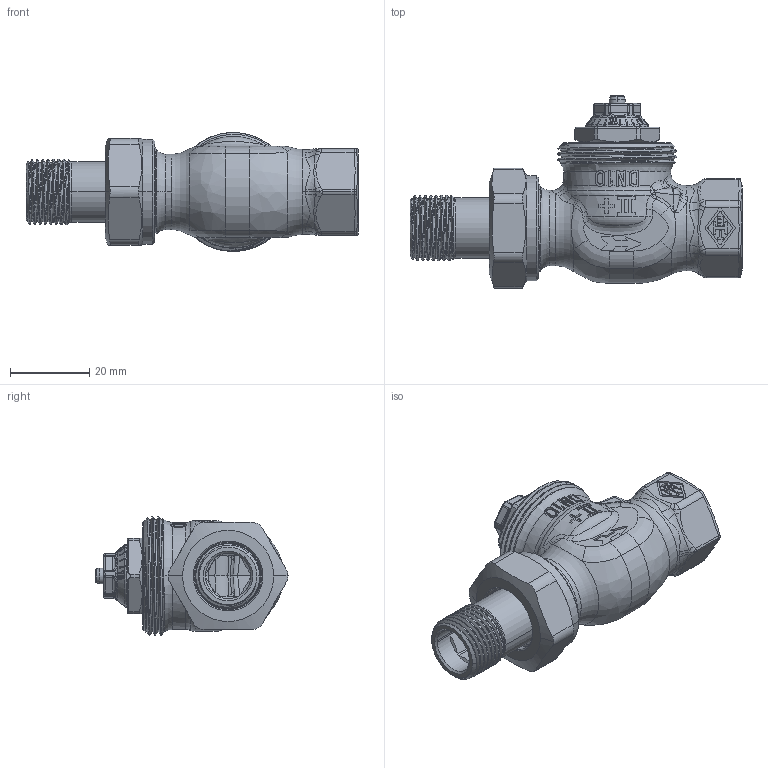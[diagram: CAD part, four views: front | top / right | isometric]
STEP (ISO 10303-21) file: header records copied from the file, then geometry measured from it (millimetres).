
FILE_DESCRIPTION((''),'2;1');
FILE_NAME('9114-01-000-GEW-O-B_SW0001','2015-03-09T',('marann'),(''),'PRO/ENGINEER BY PARAMETRIC TECHNOLOGY CORPORATION, 2011490','PRO/ENGINEER BY PARAMETRIC TECHNOLOGY CORPORATION, 2011490','');
FILE_SCHEMA(('CONFIG_CONTROL_DESIGN'));
Products named in the file (1): 9114-01-000-GEW-O-B_SW0001
Bounding box: 83.8 x 48.47 x 29.97 mm (x, y, z)
Volume: 23847.8 mm3; surface area: 19712.9 mm2
Topology: 2 solids, 2 shells, 1356 faces, 3439 edges, 2116 vertices
Faces by surface type: plane 381, cylinder 356, bspline 312, cone 136, torus 101, extrusion 50, sphere 20
Entity records: 74011 total; most frequent: CARTESIAN_POINT 44289, ORIENTED_EDGE 6874, DIRECTION 5294, EDGE_CURVE 3437, VERTEX_POINT 2116, AXIS2_PLACEMENT_3D 2064, EDGE_LOOP 1399, FACE_OUTER_BOUND 1356
